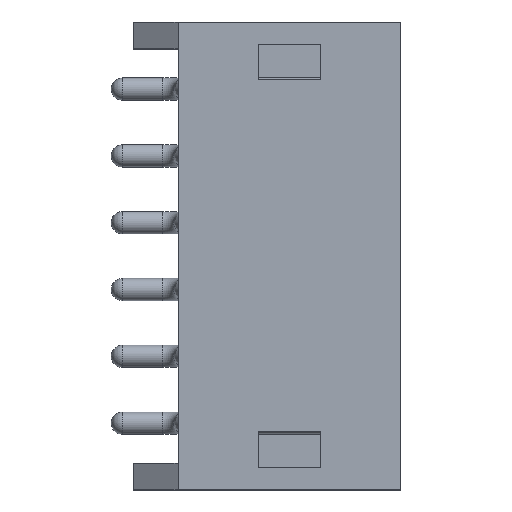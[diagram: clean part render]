
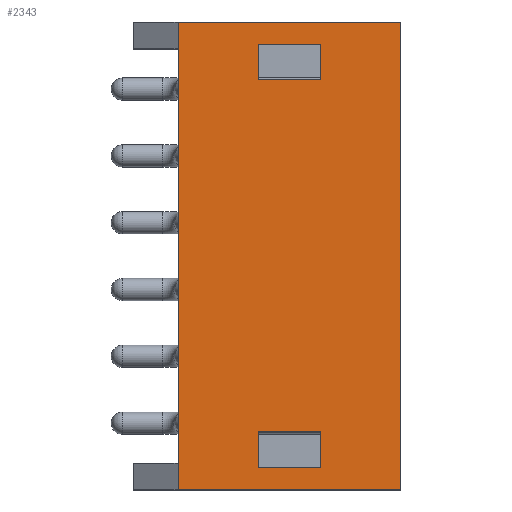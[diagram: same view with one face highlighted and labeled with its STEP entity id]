
A CAD part, top view. The second image highlights one B-rep face of the part: STEP entity #2343.
In plain terms, the highlighted planar face has unit normal (0, 0, 1).
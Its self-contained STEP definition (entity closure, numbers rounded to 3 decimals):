
#27=FACE_BOUND('',#389,.T.);
#28=FACE_BOUND('',#390,.T.);
#99=PLANE('',#2573);
#250=FACE_OUTER_BOUND('',#388,.T.);
#388=EDGE_LOOP('',(#2126,#2127,#2128,#2129));
#389=EDGE_LOOP('',(#2130,#2131,#2132,#2133));
#390=EDGE_LOOP('',(#2134,#2135,#2136,#2137));
#419=LINE('',#3625,#653);
#423=LINE('',#3632,#657);
#450=LINE('',#3688,#684);
#492=LINE('',#3789,#726);
#505=LINE('',#3812,#739);
#514=LINE('',#3828,#748);
#516=LINE('',#3833,#750);
#518=LINE('',#3837,#752);
#609=LINE('',#4019,#843);
#618=LINE('',#4036,#852);
#623=LINE('',#4047,#857);
#624=LINE('',#4048,#858);
#653=VECTOR('',#2862,10.);
#657=VECTOR('',#2868,10.);
#684=VECTOR('',#2907,10.);
#726=VECTOR('',#2995,10.);
#739=VECTOR('',#3014,10.);
#748=VECTOR('',#3027,10.);
#750=VECTOR('',#3031,10.);
#752=VECTOR('',#3035,10.);
#843=VECTOR('',#3198,10.);
#852=VECTOR('',#3209,10.);
#857=VECTOR('',#3226,10.);
#858=VECTOR('',#3227,10.);
#1023=VERTEX_POINT('',#3622);
#1024=VERTEX_POINT('',#3624);
#1026=VERTEX_POINT('',#3630);
#1048=VERTEX_POINT('',#3685);
#1049=VERTEX_POINT('',#3687);
#1085=VERTEX_POINT('',#3787);
#1092=VERTEX_POINT('',#3810);
#1098=VERTEX_POINT('',#3830);
#1099=VERTEX_POINT('',#3832);
#1100=VERTEX_POINT('',#3836);
#1155=VERTEX_POINT('',#4018);
#1162=VERTEX_POINT('',#4034);
#1274=EDGE_CURVE('',#1024,#1023,#419,.T.);
#1278=EDGE_CURVE('',#1023,#1026,#423,.T.);
#1305=EDGE_CURVE('',#1049,#1048,#450,.T.);
#1355=EDGE_CURVE('',#1048,#1085,#492,.T.);
#1368=EDGE_CURVE('',#1092,#1085,#505,.T.);
#1377=EDGE_CURVE('',#1049,#1092,#514,.T.);
#1379=EDGE_CURVE('',#1099,#1098,#516,.T.);
#1381=EDGE_CURVE('',#1100,#1099,#518,.T.);
#1472=EDGE_CURVE('',#1155,#1024,#609,.T.);
#1481=EDGE_CURVE('',#1098,#1162,#618,.T.);
#1486=EDGE_CURVE('',#1026,#1155,#623,.T.);
#1487=EDGE_CURVE('',#1162,#1100,#624,.T.);
#2126=ORIENTED_EDGE('',*,*,#1305,.T.);
#2127=ORIENTED_EDGE('',*,*,#1355,.T.);
#2128=ORIENTED_EDGE('',*,*,#1368,.F.);
#2129=ORIENTED_EDGE('',*,*,#1377,.F.);
#2130=ORIENTED_EDGE('',*,*,#1472,.T.);
#2131=ORIENTED_EDGE('',*,*,#1274,.T.);
#2132=ORIENTED_EDGE('',*,*,#1278,.T.);
#2133=ORIENTED_EDGE('',*,*,#1486,.T.);
#2134=ORIENTED_EDGE('',*,*,#1481,.T.);
#2135=ORIENTED_EDGE('',*,*,#1487,.T.);
#2136=ORIENTED_EDGE('',*,*,#1381,.T.);
#2137=ORIENTED_EDGE('',*,*,#1379,.T.);
#2343=ADVANCED_FACE('',(#250,#27,#28),#99,.T.);
#2573=AXIS2_PLACEMENT_3D('',#4049,#3228,#3229);
#2862=DIRECTION('',(0.,-1.,0.));
#2868=DIRECTION('',(-1.,0.,0.));
#2907=DIRECTION('',(0.,-1.,0.));
#2995=DIRECTION('',(1.,0.,0.));
#3014=DIRECTION('',(0.,-1.,0.));
#3027=DIRECTION('',(1.,0.,0.));
#3031=DIRECTION('',(0.,-1.,0.));
#3035=DIRECTION('',(1.,0.,0.));
#3198=DIRECTION('',(1.,0.,0.));
#3209=DIRECTION('',(-1.,0.,0.));
#3226=DIRECTION('',(0.,1.,0.));
#3227=DIRECTION('',(0.,1.,0.));
#3228=DIRECTION('center_axis',(0.,0.,
1.));
#3229=DIRECTION('ref_axis',(0.,-1.,0.));
#3622=CARTESIAN_POINT('',(0.2,8.6,3.7));
#3624=CARTESIAN_POINT('',(0.2,9.4,3.7));
#3625=CARTESIAN_POINT('',(0.2,9.25,3.7));
#3630=CARTESIAN_POINT('',(-1.2,8.6,3.7));
#3632=CARTESIAN_POINT('',(-2.1,8.6,3.7));
#3685=CARTESIAN_POINT('',(-3.,-0.6,3.7));
#3687=CARTESIAN_POINT('',(-3.,9.9,3.7));
#3688=CARTESIAN_POINT('',(-3.,9.9,3.7));
#3787=CARTESIAN_POINT('',(2.,-0.6,3.7));
#3789=CARTESIAN_POINT('',(-3.,-0.6,3.7));
#3810=CARTESIAN_POINT('',(2.,9.9,3.7));
#3812=CARTESIAN_POINT('',(2.,9.9,3.7));
#3828=CARTESIAN_POINT('',(-3.,9.9,3.7));
#3830=CARTESIAN_POINT('',(0.2,-0.1,3.7));
#3832=CARTESIAN_POINT('',(0.2,0.7,3.7));
#3833=CARTESIAN_POINT('',(0.2,5.3,3.7));
#3836=CARTESIAN_POINT('',(-1.2,0.7,3.7));
#3837=CARTESIAN_POINT('',(-2.1,0.7,3.7));
#4018=CARTESIAN_POINT('',(-1.2,9.4,3.7));
#4019=CARTESIAN_POINT('',(-1.4,9.4,3.7));
#4034=CARTESIAN_POINT('',(-1.2,-0.1,3.7));
#4036=CARTESIAN_POINT('',(-1.4,-0.1,3.7));
#4047=CARTESIAN_POINT('',(-1.2,9.65,3.7));
#4048=CARTESIAN_POINT('',(-1.2,4.9,3.7));
#4049=CARTESIAN_POINT('Origin',(-3.,9.9,3.7));
